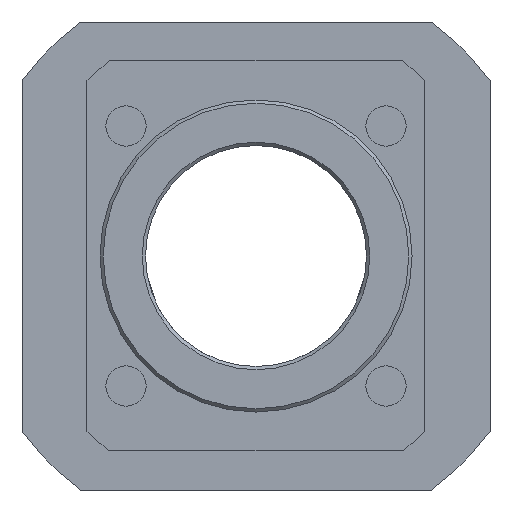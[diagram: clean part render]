
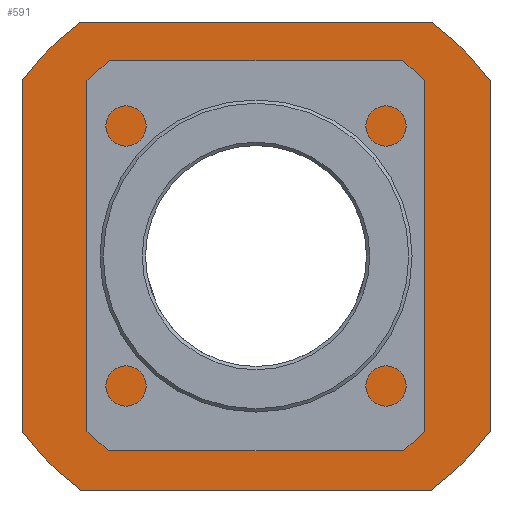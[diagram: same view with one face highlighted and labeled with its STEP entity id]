
A CAD part, front view. The second image highlights one B-rep face of the part: STEP entity #591.
In plain terms, the highlighted planar face has unit normal (0, -1, 0).
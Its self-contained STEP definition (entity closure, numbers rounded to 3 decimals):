
#14=LINE($,#1151,#46);
#18=LINE($,#1160,#50);
#22=LINE($,#1169,#54);
#26=LINE($,#1178,#58);
#46=VECTOR($,#697,54.);
#50=VECTOR($,#703,54.);
#54=VECTOR($,#709,54.);
#58=VECTOR($,#715,54.);
#116=PLANE($,#659);
#152=FACE_BOUND($,#251,.T.);
#183=FACE_OUTER_BOUND($,#250,.T.);
#250=EDGE_LOOP($,(#544,#545,#546,#547,#548,#549,#550,#551));
#251=EDGE_LOOP($,(#552));
#259=CIRCLE($,#616,45.);
#261=CIRCLE($,#619,45.);
#264=CIRCLE($,#623,45.);
#283=CIRCLE($,#658,23.);
#284=CIRCLE($,#660,45.);
#299=VERTEX_POINT($,#1147);
#301=VERTEX_POINT($,#1150);
#303=VERTEX_POINT($,#1156);
#305=VERTEX_POINT($,#1159);
#307=VERTEX_POINT($,#1165);
#309=VERTEX_POINT($,#1168);
#311=VERTEX_POINT($,#1174);
#313=VERTEX_POINT($,#1177);
#340=VERTEX_POINT($,#1266);
#356=EDGE_CURVE($,#301,#299,#14,.T.);
#360=EDGE_CURVE($,#305,#303,#18,.T.);
#364=EDGE_CURVE($,#309,#307,#22,.T.);
#368=EDGE_CURVE($,#313,#311,#26,.T.);
#371=EDGE_CURVE($,#309,#311,#259,.T.);
#373=EDGE_CURVE($,#301,#307,#261,.T.);
#376=EDGE_CURVE($,#313,#303,#264,.T.);
#411=EDGE_CURVE($,#340,#340,#283,.T.);
#412=EDGE_CURVE($,#305,#299,#284,.T.);
#544=ORIENTED_EDGE($,*,*,#356,.T.);
#545=ORIENTED_EDGE($,*,*,#412,.F.);
#546=ORIENTED_EDGE($,*,*,#360,.T.);
#547=ORIENTED_EDGE($,*,*,#376,.F.);
#548=ORIENTED_EDGE($,*,*,#368,.T.);
#549=ORIENTED_EDGE($,*,*,#371,.F.);
#550=ORIENTED_EDGE($,*,*,#364,.T.);
#551=ORIENTED_EDGE($,*,*,#373,.F.);
#552=ORIENTED_EDGE($,*,*,#411,.T.);
#591=ADVANCED_FACE($,(#183,#152),#116,.T.);
#616=AXIS2_PLACEMENT_3D($,#1183,#720,#721);
#619=AXIS2_PLACEMENT_3D($,#1186,#726,#727);
#623=AXIS2_PLACEMENT_3D($,#1190,#734,#735);
#658=AXIS2_PLACEMENT_3D($,#1267,#820,#821);
#659=AXIS2_PLACEMENT_3D($,#1268,#822,#823);
#660=AXIS2_PLACEMENT_3D($,#1269,#824,#825);
#697=DIRECTION($,(0.,0.,-1.));
#703=DIRECTION($,(1.,0.,0.));
#709=DIRECTION($,(-1.,0.,0.));
#715=DIRECTION($,(0.,0.,1.));
#720=DIRECTION('center_axis',(0.,1.,0.));
#721=DIRECTION('ref_axis',(-1.,0.,0.));
#726=DIRECTION('center_axis',(0.,1.,0.));
#727=DIRECTION('ref_axis',(-1.,0.,0.));
#734=DIRECTION('center_axis',(0.,1.,0.));
#735=DIRECTION('ref_axis',(-1.,0.,0.));
#820=DIRECTION('center_axis',(0.,1.,0.));
#821=DIRECTION('ref_axis',(-1.,0.,0.));
#822=DIRECTION('center_axis',(0.,-1.,0.));
#823=DIRECTION('ref_axis',(0.,0.,-1.));
#824=DIRECTION('center_axis',(0.,1.,0.));
#825=DIRECTION('ref_axis',(-1.,0.,0.));
#1147=CARTESIAN_POINT('',(-36.,-12.,-27.));
#1150=CARTESIAN_POINT('',(-36.,-12.,27.));
#1151=CARTESIAN_POINT($,(-36.,-12.,25.493));
#1156=CARTESIAN_POINT('',(27.,-12.,-36.));
#1159=CARTESIAN_POINT('',(-27.,-12.,-36.));
#1160=CARTESIAN_POINT($,(-35.,-12.,-36.));
#1165=CARTESIAN_POINT('',(-27.,-12.,36.));
#1168=CARTESIAN_POINT('',(27.,-12.,36.));
#1169=CARTESIAN_POINT($,(9.623,-12.,36.));
#1174=CARTESIAN_POINT('',(36.,-12.,27.));
#1177=CARTESIAN_POINT('',(36.,-12.,-27.));
#1178=CARTESIAN_POINT($,(36.,-12.,-18.));
#1183=CARTESIAN_POINT('Origin',(0.,-12.,0.));
#1186=CARTESIAN_POINT('Origin',(0.,-12.,0.));
#1190=CARTESIAN_POINT('Origin',(0.,-12.,0.));
#1266=CARTESIAN_POINT('',(-23.,-12.,0.));
#1267=CARTESIAN_POINT('Origin',(0.,-12.,0.));
#1268=CARTESIAN_POINT('Origin',(-34.,-12.,0.));
#1269=CARTESIAN_POINT('Origin',(0.,-12.,0.));
